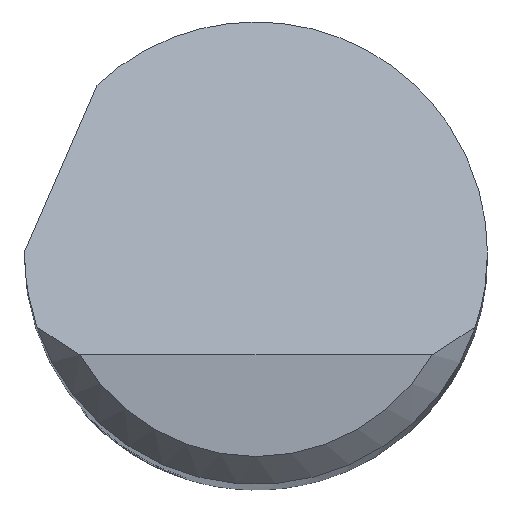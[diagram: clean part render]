
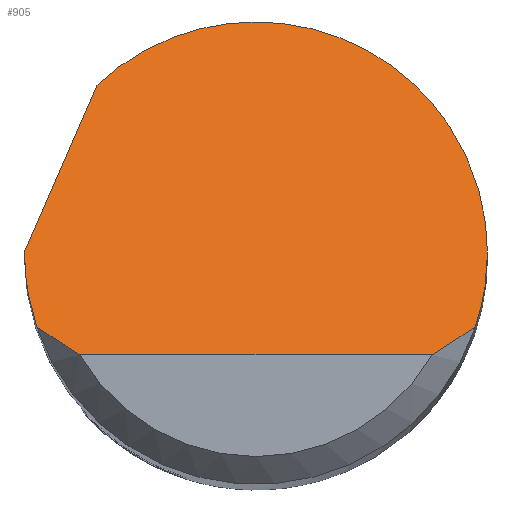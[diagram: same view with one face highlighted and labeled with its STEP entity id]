
A CAD part, top view. The second image highlights one B-rep face of the part: STEP entity #905.
In plain terms, the highlighted planar face has unit normal (0, 0.707, 0.707).
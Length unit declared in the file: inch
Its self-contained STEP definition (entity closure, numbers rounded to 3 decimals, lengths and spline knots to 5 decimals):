
#5 = CARTESIAN_POINT ( 'NONE',  ( -0.125, 0., 1.945 ) ) ;
#12 =( BOUNDED_CURVE ( )  B_SPLINE_CURVE ( 3, ( #913, #289, #496, #649 ),
 .UNSPECIFIED., .F., .T. ) 
 B_SPLINE_CURVE_WITH_KNOTS ( ( 4, 4 ),
 ( 1.5708, 1.89653 ),
 .UNSPECIFIED. ) 
 CURVE ( )  GEOMETRIC_REPRESENTATION_ITEM ( )  RATIONAL_B_SPLINE_CURVE ( ( 1., 0.991, 0.991, 1. ) ) 
 REPRESENTATION_ITEM ( '' )  );
#21 = EDGE_CURVE ( 'NONE', #276, #110, #202, .T. ) ;
#43 =( BOUNDED_CURVE ( )  B_SPLINE_CURVE ( 3, ( #177, #742, #185, #870 ),
 .UNSPECIFIED., .F., .T. ) 
 B_SPLINE_CURVE_WITH_KNOTS ( ( 4, 4 ),
 ( 4.38666, 4.71239 ),
 .UNSPECIFIED. ) 
 CURVE ( )  GEOMETRIC_REPRESENTATION_ITEM ( )  RATIONAL_B_SPLINE_CURVE ( ( 1., 0.991, 0.991, 1. ) ) 
 REPRESENTATION_ITEM ( '' )  );
#55 = ORIENTED_EDGE ( 'NONE', *, *, #565, .T. ) ;
#60 = ORIENTED_EDGE ( 'NONE', *, *, #231, .T. ) ;
#102 = CARTESIAN_POINT ( 'NONE',  ( -0.11843, -0.04, 1.985 ) ) ;
#106 = FACE_OUTER_BOUND ( 'NONE', #297, .T. ) ;
#110 = VERTEX_POINT ( 'NONE', #344 ) ;
#120 = CARTESIAN_POINT ( 'NONE',  ( 0.10339, -0.05031, 1.99531 ) ) ;
#145 = EDGE_CURVE ( 'NONE', #380, #877, #12, .T. ) ;
#165 = EDGE_CURVE ( 'NONE', #110, #914, #702, .T. ) ;
#177 = CARTESIAN_POINT ( 'NONE',  ( -0.11843, -0.04, 1.985 ) ) ;
#185 = CARTESIAN_POINT ( 'NONE',  ( -0.125, -0.01363, 1.95863 ) ) ;
#187 = VECTOR ( 'NONE', #711, 39.37008 ) ;
#195 = CARTESIAN_POINT ( 'NONE',  ( -0.125, 0., 1.945 ) ) ;
#198 = CARTESIAN_POINT ( 'NONE',  ( 0.09526, -0.055, 2. ) ) ;
#201 = CARTESIAN_POINT ( 'NONE',  ( -0.125, 0.00067, 1.94433 ) ) ;
#202 =( BOUNDED_CURVE ( )  B_SPLINE_CURVE ( 3, ( #195, #270, #201, #747 ),
 .UNSPECIFIED., .F., .F. ) 
 B_SPLINE_CURVE_WITH_KNOTS ( ( 4, 4 ),
 ( 4.71239, 4.72039 ),
 .UNSPECIFIED. ) 
 CURVE ( )  GEOMETRIC_REPRESENTATION_ITEM ( )  RATIONAL_B_SPLINE_CURVE ( ( 1., 1., 1., 1. ) ) 
 REPRESENTATION_ITEM ( '' )  );
#219 = LINE ( 'NONE', #781, #187 ) ;
#230 = ORIENTED_EDGE ( 'NONE', *, *, #145, .F. ) ;
#231 = EDGE_CURVE ( 'NONE', #363, #461, #301, .T. ) ;
#244 = ORIENTED_EDGE ( 'NONE', *, *, #333, .F. ) ;
#260 = VECTOR ( 'NONE', #783, 39.37008 ) ;
#270 = CARTESIAN_POINT ( 'NONE',  ( -0.125, 0.00033, 1.94467 ) ) ;
#276 = VERTEX_POINT ( 'NONE', #5 ) ;
#284 = DIRECTION ( 'NONE',  ( 0., -0.707, -0.707 ) ) ;
#289 = CARTESIAN_POINT ( 'NONE',  ( 0.125, -0.01363, 1.95863 ) ) ;
#290 = CARTESIAN_POINT ( 'NONE',  ( -0.125, -0.055, 2. ) ) ;
#297 = EDGE_LOOP ( 'NONE', ( #55, #789, #230, #244, #493, #832, #641, #60 ) ) ;
#299 = CARTESIAN_POINT ( 'NONE',  ( -0.11107, -0.04528, 1.99028 ) ) ;
#301 = B_SPLINE_CURVE_WITH_KNOTS ( 'NONE', 3,
 ( #715, #299, #368, #635 ),
 .UNSPECIFIED., .F., .F.,
 ( 4, 4 ),
 ( 0., 0.0008 ),
 .UNSPECIFIED. ) ;
#302 = CARTESIAN_POINT ( 'NONE',  ( -0.14727, -0.05015, 1.99515 ) ) ;
#309 = CARTESIAN_POINT ( 'NONE',  ( 0.00727, 0.1789, 1.7661 ) ) ;
#320 = AXIS2_PLACEMENT_3D ( 'NONE', #290, #284, #557 ) ;
#329 = CARTESIAN_POINT ( 'NONE',  ( 0.09526, -0.055, 2. ) ) ;
#333 = EDGE_CURVE ( 'NONE', #914, #380, #424, .T. ) ;
#344 = CARTESIAN_POINT ( 'NONE',  ( -0.125, 0.001, 1.944 ) ) ;
#363 = VERTEX_POINT ( 'NONE', #102 ) ;
#368 = CARTESIAN_POINT ( 'NONE',  ( -0.10339, -0.05031, 1.99531 ) ) ;
#380 = VERTEX_POINT ( 'NONE', #593 ) ;
#403 = CARTESIAN_POINT ( 'NONE',  ( -0.09526, -0.055, 2. ) ) ;
#424 =( BOUNDED_CURVE ( )  B_SPLINE_CURVE ( 3, ( #729, #309, #653, #737 ),
 .UNSPECIFIED., .F., .T. ) 
 B_SPLINE_CURVE_WITH_KNOTS ( ( 4, 4 ),
 ( 5.52582, 7.85398 ),
 .UNSPECIFIED. ) 
 CURVE ( )  GEOMETRIC_REPRESENTATION_ITEM ( )  RATIONAL_B_SPLINE_CURVE ( ( 1., 0.597, 0.597, 1. ) ) 
 REPRESENTATION_ITEM ( '' )  );
#461 = VERTEX_POINT ( 'NONE', #403 ) ;
#493 = ORIENTED_EDGE ( 'NONE', *, *, #165, .F. ) ;
#496 = CARTESIAN_POINT ( 'NONE',  ( 0.12279, -0.02708, 1.97208 ) ) ;
#557 = DIRECTION ( 'NONE',  ( 0., 0.707, -0.707 ) ) ;
#565 = EDGE_CURVE ( 'NONE', #461, #697, #219, .T. ) ;
#593 = CARTESIAN_POINT ( 'NONE',  ( 0.125, 0., 1.945 ) ) ;
#613 = CARTESIAN_POINT ( 'NONE',  ( 0.11107, -0.04528, 1.99028 ) ) ;
#635 = CARTESIAN_POINT ( 'NONE',  ( -0.09526, -0.055, 2. ) ) ;
#639 = B_SPLINE_CURVE_WITH_KNOTS ( 'NONE', 3,
 ( #198, #120, #613, #754 ),
 .UNSPECIFIED., .F., .F.,
 ( 4, 4 ),
 ( 0., 0.0008 ),
 .UNSPECIFIED. ) ;
#641 = ORIENTED_EDGE ( 'NONE', *, *, #823, .F. ) ;
#649 = CARTESIAN_POINT ( 'NONE',  ( 0.11843, -0.04, 1.985 ) ) ;
#653 = CARTESIAN_POINT ( 'NONE',  ( 0.125, 0.12819, 1.81681 ) ) ;
#697 = VERTEX_POINT ( 'NONE', #329 ) ;
#702 = LINE ( 'NONE', #302, #260 ) ;
#703 = CARTESIAN_POINT ( 'NONE',  ( -0.08588, 0.09083, 1.85417 ) ) ;
#709 = PLANE ( 'NONE',  #320 ) ;
#711 = DIRECTION ( 'NONE',  ( 1., 0., 0. ) ) ;
#715 = CARTESIAN_POINT ( 'NONE',  ( -0.11843, -0.04, 1.985 ) ) ;
#724 = EDGE_CURVE ( 'NONE', #697, #877, #639, .T. ) ;
#729 = CARTESIAN_POINT ( 'NONE',  ( -0.08588, 0.09083, 1.85417 ) ) ;
#737 = CARTESIAN_POINT ( 'NONE',  ( 0.125, 0., 1.945 ) ) ;
#742 = CARTESIAN_POINT ( 'NONE',  ( -0.12279, -0.02708, 1.97208 ) ) ;
#747 = CARTESIAN_POINT ( 'NONE',  ( -0.125, 0.001, 1.944 ) ) ;
#754 = CARTESIAN_POINT ( 'NONE',  ( 0.11843, -0.04, 1.985 ) ) ;
#781 = CARTESIAN_POINT ( 'NONE',  ( 0., -0.055, 2. ) ) ;
#783 = DIRECTION ( 'NONE',  ( 0.294, 0.676, -0.676 ) ) ;
#789 = ORIENTED_EDGE ( 'NONE', *, *, #724, .T. ) ;
#808 = CARTESIAN_POINT ( 'NONE',  ( 0.11843, -0.04, 1.985 ) ) ;
#823 = EDGE_CURVE ( 'NONE', #363, #276, #43, .T. ) ;
#832 = ORIENTED_EDGE ( 'NONE', *, *, #21, .F. ) ;
#870 = CARTESIAN_POINT ( 'NONE',  ( -0.125, 0., 1.945 ) ) ;
#877 = VERTEX_POINT ( 'NONE', #808 ) ;
#905 = ADVANCED_FACE ( 'NONE', ( #106 ), #709, .F. ) ;
#913 = CARTESIAN_POINT ( 'NONE',  ( 0.125, 0., 1.945 ) ) ;
#914 = VERTEX_POINT ( 'NONE', #703 ) ;
